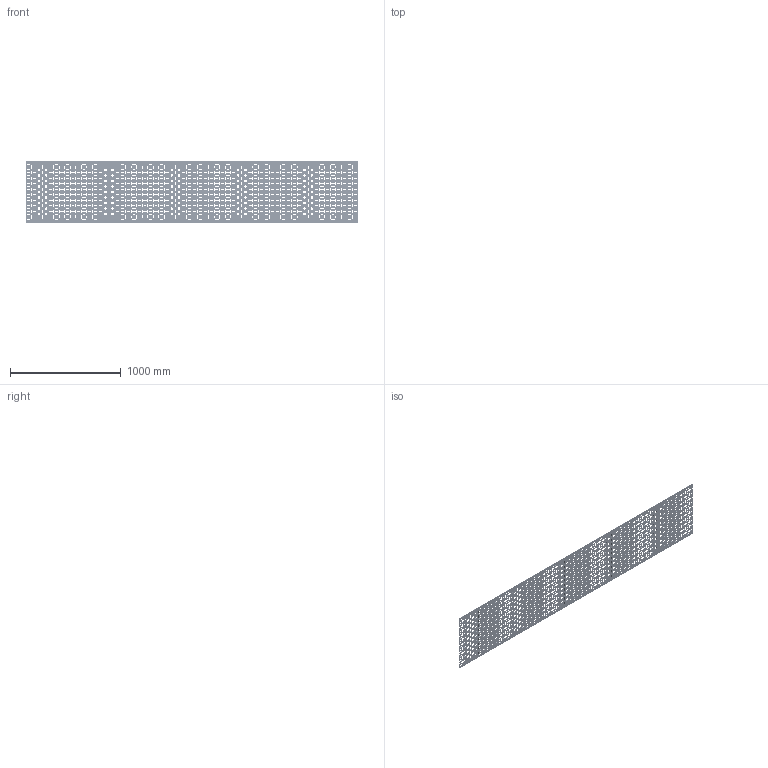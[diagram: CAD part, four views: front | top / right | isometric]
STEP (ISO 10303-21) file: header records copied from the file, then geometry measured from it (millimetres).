
FILE_DESCRIPTION (( 'STEP AP203' ), '1' );
FILE_NAME ('ÊÈÂÀ 195.00.09 Äîííàÿ âñòàâêà äëÿ ëîòêà LESTA_3000õ600.step', '2022-01-27T11:31:17', ( '' ), ( '' ), 'SwSTEP 2.0', 'SolidWorks 2017', '' );
FILE_SCHEMA (( 'CONFIG_CONTROL_DESIGN' ));
Products named in the file (1): ÊÈÂÀ 195.00.09 Äîííàÿ âñòàâêà äëÿ ëîòêà LESTA_3000õ600
Bounding box: 3000 x 1.2 x 555 mm (x, y, z)
Volume: 1663451.4 mm3; surface area: 2887467.5 mm2
Topology: 1 solids, 1 shells, 5750 faces, 17244 edges, 11496 vertices
Faces by surface type: cylinder 3324, plane 2426
Entity records: 201633 total; most frequent: DIRECTION 35394, CARTESIAN_POINT 34491, ORIENTED_EDGE 34488, EDGE_CURVE 17244, AXIS2_PLACEMENT_3D 12399, VERTEX_POINT 11496, LINE 10596, VECTOR 10596
